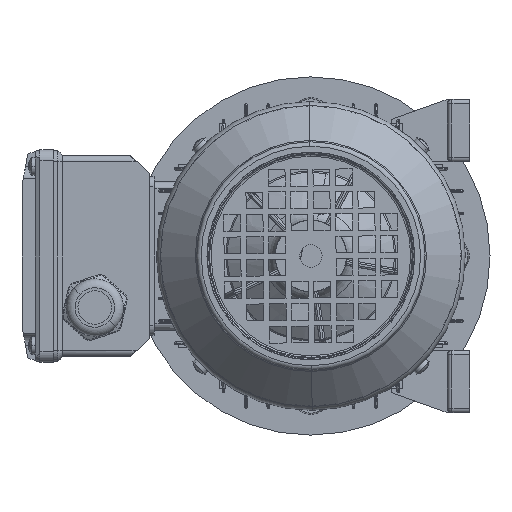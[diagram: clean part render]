
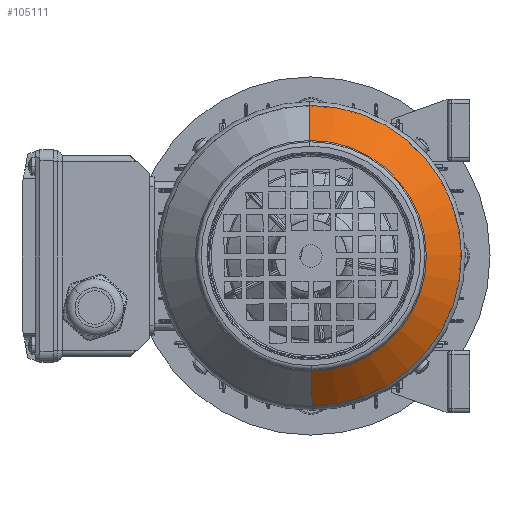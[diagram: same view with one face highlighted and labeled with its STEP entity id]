
A CAD part, left-side view. The second image highlights one B-rep face of the part: STEP entity #105111.
In plain terms, the highlighted conical face has half-angle 45 degrees and reference radius 51.586 mm.
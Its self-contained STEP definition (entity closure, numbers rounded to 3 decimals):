
#168 = ORIENTED_EDGE ( 'NONE', *, *, #7527, .T. ) ;
#1690 = VECTOR ( 'NONE', #126957, 1000. ) ;
#5555 = CARTESIAN_POINT ( 'NONE',  ( 53.749, 0., 0. ) ) ;
#5693 = DIRECTION ( 'NONE',  ( 0., 0., 1. ) ) ;
#7527 = EDGE_CURVE ( 'NONE', #45976, #87220, #47784, .T. ) ;
#7755 = AXIS2_PLACEMENT_3D ( 'NONE', #88398, #38024, #120926 ) ;
#8979 = EDGE_CURVE ( 'NONE', #9925, #136382, #124772, .T. ) ;
#9925 = VERTEX_POINT ( 'NONE', #138831 ) ;
#14449 = EDGE_LOOP ( 'NONE', ( #61782, #168, #15335, #81826 ) ) ;
#15335 = ORIENTED_EDGE ( 'NONE', *, *, #48661, .T. ) ;
#16298 = DIRECTION ( 'NONE',  ( -1., 0., 0. ) ) ;
#28055 = LINE ( 'NONE', #115730, #34726 ) ;
#34726 = VECTOR ( 'NONE', #59916, 1000. ) ;
#38024 = DIRECTION ( 'NONE',  ( -1., 0., 0. ) ) ;
#45967 = DIRECTION ( 'NONE',  ( -1., 0., 0. ) ) ;
#45976 = VERTEX_POINT ( 'NONE', #138661 ) ;
#45986 = FACE_OUTER_BOUND ( 'NONE', #14449, .T. ) ;
#47784 = CIRCLE ( 'NONE', #86190, 51.586 ) ;
#48661 = EDGE_CURVE ( 'NONE', #87220, #136382, #117714, .T. ) ;
#58610 = EDGE_CURVE ( 'NONE', #45976, #9925, #28055, .T. ) ;
#59916 = DIRECTION ( 'NONE',  ( -0.707, 0., -0.707 ) ) ;
#61782 = ORIENTED_EDGE ( 'NONE', *, *, #58610, .F. ) ;
#68771 = CONICAL_SURFACE ( 'NONE', #7755, 51.586, 0.785 ) ;
#69388 = CARTESIAN_POINT ( 'NONE',  ( 69.414, 0., 0. ) ) ;
#81826 = ORIENTED_EDGE ( 'NONE', *, *, #8979, .F. ) ;
#84056 = AXIS2_PLACEMENT_3D ( 'NONE', #5555, #45967, #101123 ) ;
#86190 = AXIS2_PLACEMENT_3D ( 'NONE', #69388, #16298, #5693 ) ;
#87220 = VERTEX_POINT ( 'NONE', #138357 ) ;
#88398 = CARTESIAN_POINT ( 'NONE',  ( 69.414, 0., 0. ) ) ;
#101123 = DIRECTION ( 'NONE',  ( 0., 0., 1. ) ) ;
#105111 = ADVANCED_FACE ( 'NONE', ( #45986 ), #68771, .T. ) ;
#115730 = CARTESIAN_POINT ( 'NONE',  ( 69.414, 0., -51.586 ) ) ;
#117714 = LINE ( 'NONE', #127656, #1690 ) ;
#120926 = DIRECTION ( 'NONE',  ( 0., 0., 1. ) ) ;
#124772 = CIRCLE ( 'NONE', #84056, 67.251 ) ;
#126957 = DIRECTION ( 'NONE',  ( -0.707, 0., 0.707 ) ) ;
#127656 = CARTESIAN_POINT ( 'NONE',  ( 69.414, 0., 51.586 ) ) ;
#130065 = CARTESIAN_POINT ( 'NONE',  ( 53.749, 0., 67.251 ) ) ;
#136382 = VERTEX_POINT ( 'NONE', #130065 ) ;
#138357 = CARTESIAN_POINT ( 'NONE',  ( 69.414, 0., 51.586 ) ) ;
#138661 = CARTESIAN_POINT ( 'NONE',  ( 69.414, 0., -51.586 ) ) ;
#138831 = CARTESIAN_POINT ( 'NONE',  ( 53.749, 0., -67.251 ) ) ;
